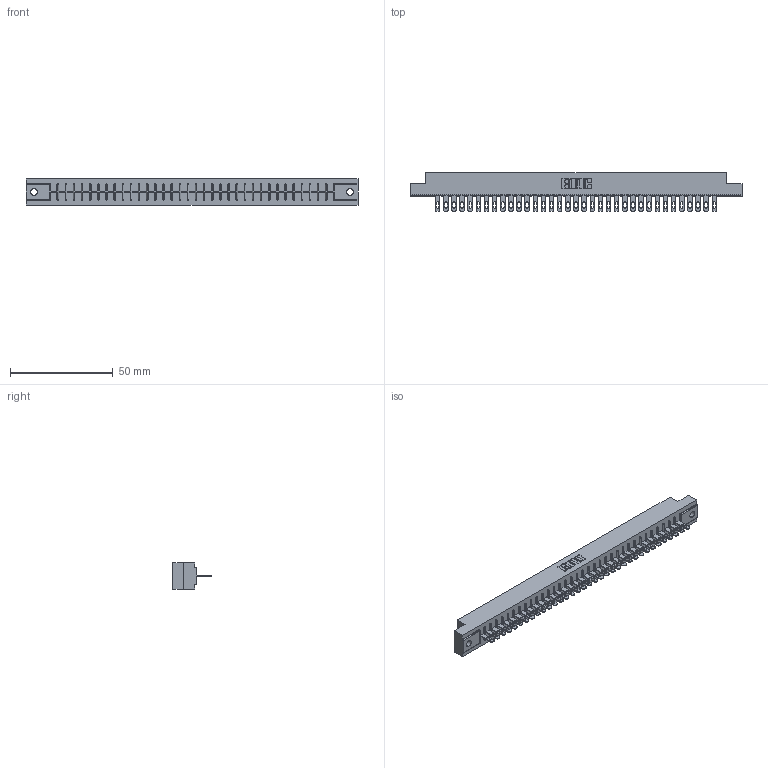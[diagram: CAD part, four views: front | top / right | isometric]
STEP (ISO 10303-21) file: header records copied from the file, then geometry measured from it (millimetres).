
FILE_DESCRIPTION (( 'STEP AP203' ), '1' );
FILE_NAME ('316-035-400-102.STEP', '2020-09-23T04:29:25', ( '' ), ( '' ), 'SwSTEP 2.0', 'SolidWorks 2020', '' );
FILE_SCHEMA (( 'CONFIG_CONTROL_DESIGN' ));
Length unit declared in the file: inch
Products named in the file (3): 306-290-001_100; 306 Part_.128 Dia; 316-035-400-102
Assembly tree (36 placements, depth 2):
  316-035-400-102
    306 Part_.128 Dia
    306-290-001_100  x35
Bounding box: 161.7 x 18.87 x 12.7 mm (x, y, z)
Volume: 17900.2 mm3; surface area: 18625.7 mm2
Topology: 36 solids, 36 shells, 2776 faces, 7841 edges, 5038 vertices
Faces by surface type: plane 1818, cylinder 818, sphere 140
Entity records: 33712 total; most frequent: CARTESIAN_POINT 5660, ORIENTED_EDGE 5610, DIRECTION 5583, EDGE_CURVE 2805, LINE 2189, VECTOR 2189, VERTEX_POINT 1774, AXIS2_PLACEMENT_3D 1697
